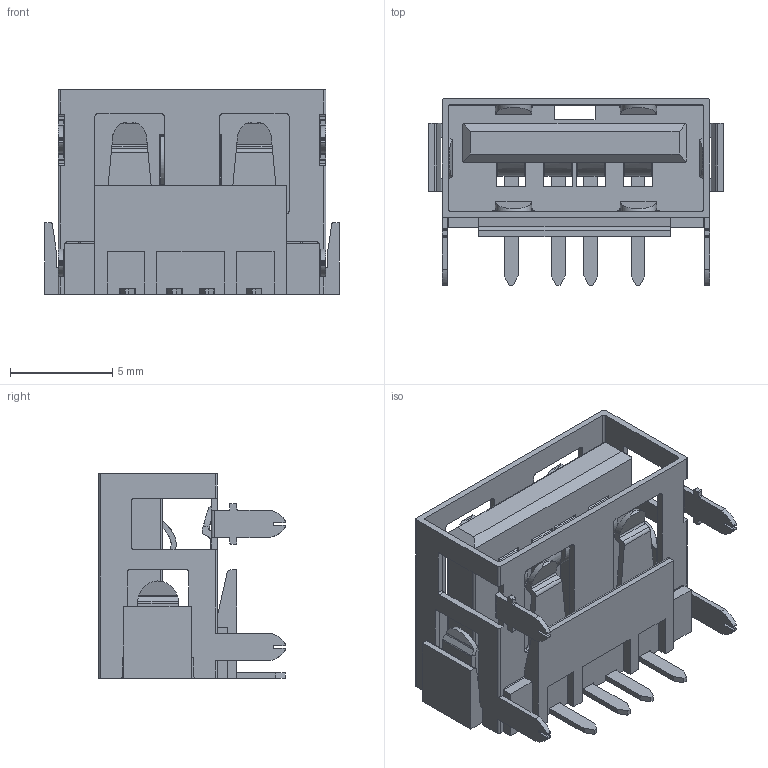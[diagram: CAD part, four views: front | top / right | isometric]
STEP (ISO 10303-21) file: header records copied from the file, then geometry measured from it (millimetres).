
FILE_DESCRIPTION(/* description */ (''),/* implementation_level */ '2;1');
FILE_NAME(/* name */ 'usb_mini.stp',/* time_stamp */ '2019-07-30T22:26:18+02:00',/* author */ ('Jose'),/* organization */ (''),/* preprocessor_version */ 'ST-DEVELOPER v17',/* originating_system */ 'Autodesk Inventor 2019',/* authorisation */ '');
FILE_SCHEMA (('AUTOMOTIVE_DESIGN { 1 0 10303 214 3 1 1 }'));
Length unit declared in the file: millimetre
Products named in the file (1): usb_mini
Bounding box: 14.41 x 9.11 x 10 mm (x, y, z)
Volume: 340.4 mm3; surface area: 1489.6 mm2
Topology: 6 solids, 6 shells, 524 faces, 1551 edges, 1026 vertices
Faces by surface type: plane 343, cylinder 165, bspline 16
Entity records: 18817 total; most frequent: CARTESIAN_POINT 3984, ORIENTED_EDGE 3102, DIRECTION 2867, EDGE_CURVE 1551, LINE 1153, VECTOR 1153, VERTEX_POINT 1026, AXIS2_PLACEMENT_3D 857
